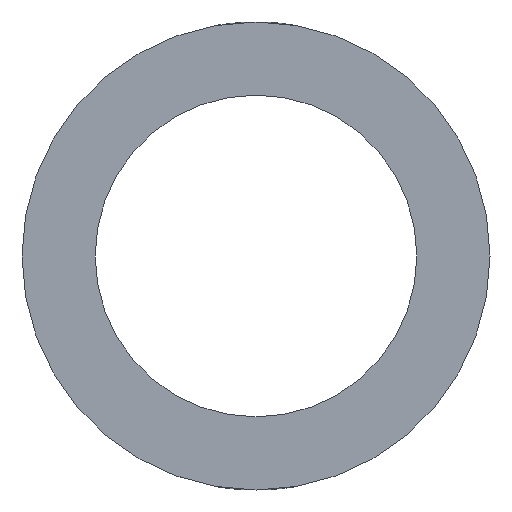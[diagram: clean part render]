
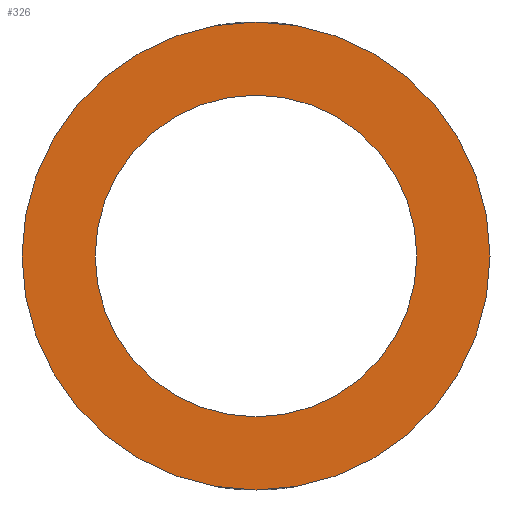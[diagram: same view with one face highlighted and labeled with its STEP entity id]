
A CAD part, front view. The second image highlights one B-rep face of the part: STEP entity #326.
In plain terms, the highlighted planar face has unit normal (0, -1, 0).
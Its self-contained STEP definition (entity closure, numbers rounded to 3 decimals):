
#35 = EDGE_LOOP ( 'NONE', ( #219 ) ) ;
#37 = ORIENTED_EDGE ( 'NONE', *, *, #97, .T. ) ;
#45 = VERTEX_POINT ( 'NONE', #395 ) ;
#53 = DIRECTION ( 'NONE',  ( 0., 0., -1. ) ) ;
#97 = EDGE_CURVE ( 'NONE', #295, #295, #369, .T. ) ;
#113 = DIRECTION ( 'NONE',  ( 0., 0., 1. ) ) ;
#120 = AXIS2_PLACEMENT_3D ( 'NONE', #211, #341, #113 ) ;
#180 = CARTESIAN_POINT ( 'NONE',  ( 0., 0., 0. ) ) ;
#188 = EDGE_LOOP ( 'NONE', ( #37 ) ) ;
#208 = FACE_OUTER_BOUND ( 'NONE', #188, .T. ) ;
#211 = CARTESIAN_POINT ( 'NONE',  ( -16., 0., 0. ) ) ;
#219 = ORIENTED_EDGE ( 'NONE', *, *, #357, .F. ) ;
#249 = DIRECTION ( 'NONE',  ( 0., 0., -1. ) ) ;
#273 = AXIS2_PLACEMENT_3D ( 'NONE', #298, #278, #53 ) ;
#278 = DIRECTION ( 'NONE',  ( 0., -1., 0. ) ) ;
#281 = CIRCLE ( 'NONE', #386, 11. ) ;
#295 = VERTEX_POINT ( 'NONE', #335 ) ;
#298 = CARTESIAN_POINT ( 'NONE',  ( 0., 0., 0. ) ) ;
#326 = ADVANCED_FACE ( 'NONE', ( #373, #208 ), #337, .F. ) ;
#335 = CARTESIAN_POINT ( 'NONE',  ( 0., 0., -16. ) ) ;
#337 = PLANE ( 'NONE',  #120 ) ;
#341 = DIRECTION ( 'NONE',  ( 0., 1., 0. ) ) ;
#343 = DIRECTION ( 'NONE',  ( 0., -1., 0. ) ) ;
#357 = EDGE_CURVE ( 'NONE', #45, #45, #281, .T. ) ;
#369 = CIRCLE ( 'NONE', #273, 16. ) ;
#373 = FACE_BOUND ( 'NONE', #35, .T. ) ;
#386 = AXIS2_PLACEMENT_3D ( 'NONE', #180, #343, #249 ) ;
#395 = CARTESIAN_POINT ( 'NONE',  ( 0., 0., -11. ) ) ;
